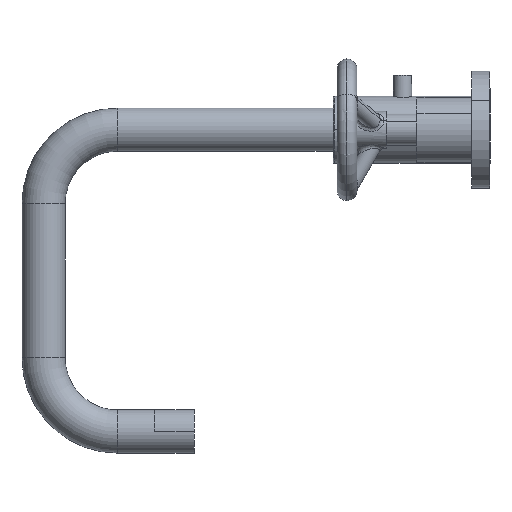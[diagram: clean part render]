
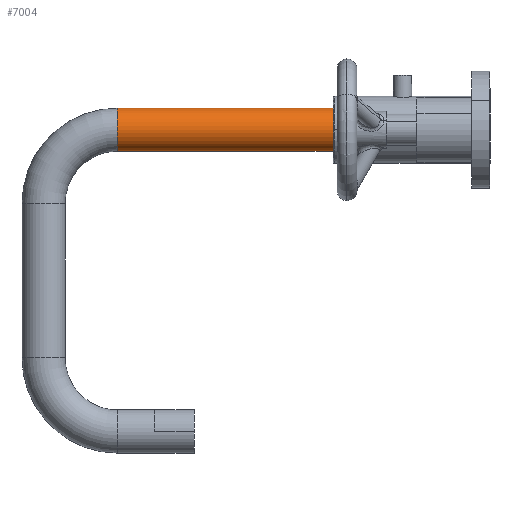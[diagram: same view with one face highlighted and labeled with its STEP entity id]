
A CAD part, left-side view. The second image highlights one B-rep face of the part: STEP entity #7004.
In plain terms, the highlighted cylindrical face has radius 11.113 mm (diameter 22.225 mm), a partial arc.
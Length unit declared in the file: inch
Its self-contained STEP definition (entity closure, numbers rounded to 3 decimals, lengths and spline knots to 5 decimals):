
#6523=CARTESIAN_POINT('',(0.,3.185,0.));
#6524=DIRECTION('',(0.,1.,0.));
#6525=DIRECTION('',(0.,0.,-1.));
#6526=AXIS2_PLACEMENT_3D('',#6523,#6524,#6525);
#6648=DIRECTION('',(0.,-1.,0.));
#6649=VECTOR('',#6648,4.3745);
#6650=CARTESIAN_POINT('',(0.,7.5595,0.4375));
#6651=LINE('',#6650,#6649);
#6652=DIRECTION('',(0.,-1.,0.));
#6653=VECTOR('',#6652,4.3745);
#6654=CARTESIAN_POINT('',(0.,7.5595,-0.4375));
#6655=LINE('',#6654,#6653);
#6671=CARTESIAN_POINT('',(0.,7.5595,0.));
#6672=DIRECTION('',(0.,-1.,0.));
#6673=DIRECTION('',(0.,0.,1.));
#6674=AXIS2_PLACEMENT_3D('',#6671,#6672,#6673);
#6780=CARTESIAN_POINT('',(0.,7.5595,0.4375));
#6781=CARTESIAN_POINT('',(0.,7.5595,-0.4375));
#6782=VERTEX_POINT('',#6780);
#6783=VERTEX_POINT('',#6781);
#6796=CARTESIAN_POINT('',(0.,3.185,-0.4375));
#6797=CARTESIAN_POINT('',(0.,3.185,0.4375));
#6798=VERTEX_POINT('',#6796);
#6799=VERTEX_POINT('',#6797);
#6990=CARTESIAN_POINT('',(0.,2.685,0.));
#6991=DIRECTION('',(0.,1.,0.));
#6992=DIRECTION('',(0.,0.,-1.));
#6993=AXIS2_PLACEMENT_3D('',#6990,#6991,#6992);
#6994=CYLINDRICAL_SURFACE('',#6993,0.4375);
#6995=ORIENTED_EDGE('',*,*,#6844,.F.);
#6997=ORIENTED_EDGE('',*,*,#6996,.F.);
#6999=ORIENTED_EDGE('',*,*,#6998,.F.);
#7001=ORIENTED_EDGE('',*,*,#7000,.T.);
#7002=EDGE_LOOP('',(#6995,#6997,#6999,#7001));
#7003=FACE_OUTER_BOUND('',#7002,.F.);
#7004=ADVANCED_FACE('',(#7003),#6994,.T.);
#6527=CIRCLE('',#6526,0.4375);
#6675=CIRCLE('',#6674,0.4375);
#6844=EDGE_CURVE('',#6798,#6799,#6527,.T.);
#6996=EDGE_CURVE('',#6783,#6798,#6655,.T.);
#6998=EDGE_CURVE('',#6782,#6783,#6675,.T.);
#7000=EDGE_CURVE('',#6782,#6799,#6651,.T.);
